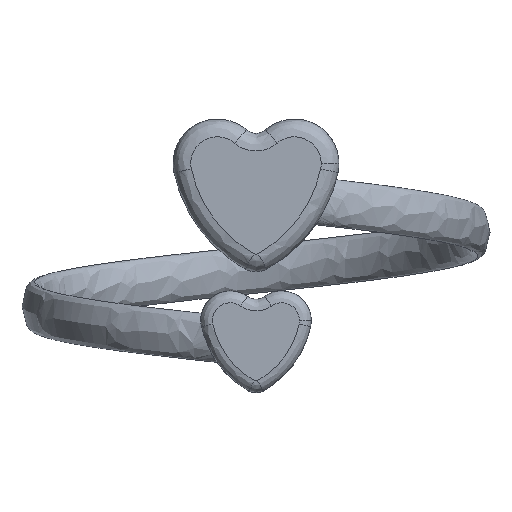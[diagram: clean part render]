
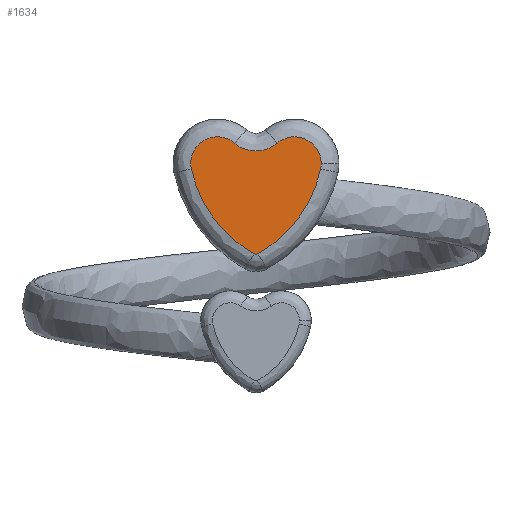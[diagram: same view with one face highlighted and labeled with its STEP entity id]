
A CAD part, top view. The second image highlights one B-rep face of the part: STEP entity #1634.
In plain terms, the highlighted free-form (B-spline) face has degree [1, 1] with [2, 2] control points.
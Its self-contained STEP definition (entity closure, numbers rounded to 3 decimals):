
#77 = VERTEX_POINT('',#78);
#78 = CARTESIAN_POINT('',(2.73,7.508,9.923)
  );
#84 = EDGE_CURVE('',#85,#77,#87,.T.);
#85 = VERTEX_POINT('',#86);
#86 = CARTESIAN_POINT('',(2.706,7.278,9.923));
#87 = ( BOUNDED_CURVE() B_SPLINE_CURVE(2,(#88,#89,#90),.UNSPECIFIED.,.F.
,.F.) B_SPLINE_CURVE_WITH_KNOTS((3,3),(6.076,6.283),
.PIECEWISE_BEZIER_KNOTS.) CURVE() GEOMETRIC_REPRESENTATION_ITEM() 
RATIONAL_B_SPLINE_CURVE((1.,0.995,1.)) REPRESENTATION_ITEM('') 
  );
#88 = CARTESIAN_POINT('',(2.706,7.278,9.923));
#89 = CARTESIAN_POINT('',(2.73,7.392,9.923)
  );
#90 = CARTESIAN_POINT('',(2.73,7.508,9.923)
  );
#1479 = EDGE_CURVE('',#1480,#85,#1482,.T.);
#1480 = VERTEX_POINT('',#1481);
#1481 = CARTESIAN_POINT('',(0.09,3.734,
    9.923));
#1482 = ( BOUNDED_CURVE() B_SPLINE_CURVE(2,(#1483,#1484,#1485),
.UNSPECIFIED.,.F.,.F.) B_SPLINE_CURVE_WITH_KNOTS((3,3),(5.219,
6.076),.PIECEWISE_BEZIER_KNOTS.) CURVE() 
GEOMETRIC_REPRESENTATION_ITEM() RATIONAL_B_SPLINE_CURVE((1.,
0.91,1.)) REPRESENTATION_ITEM('') );
#1483 = CARTESIAN_POINT('',(0.09,3.734,
    9.923));
#1484 = CARTESIAN_POINT('',(2.207,4.909,9.923
    ));
#1485 = CARTESIAN_POINT('',(2.706,7.278,9.923)
  );
#1634 = ADVANCED_FACE('',(#1635),#1677,.T.);
#1635 = FACE_BOUND('',#1636,.T.);
#1636 = EDGE_LOOP('',(#1637,#1647,#1655,#1663,#1669,#1670,#1671));
#1637 = ORIENTED_EDGE('',*,*,#1638,.T.);
#1638 = EDGE_CURVE('',#1639,#1641,#1643,.T.);
#1639 = VERTEX_POINT('',#1640);
#1640 = CARTESIAN_POINT('',(0.887,8.356,9.923
    ));
#1641 = VERTEX_POINT('',#1642);
#1642 = CARTESIAN_POINT('',(-0.887,8.356,
    9.923));
#1643 = ( BOUNDED_CURVE() B_SPLINE_CURVE(2,(#1644,#1645,#1646),
.UNSPECIFIED.,.F.,.F.) B_SPLINE_CURVE_WITH_KNOTS((3,3),(0.863,
2.279),.PIECEWISE_BEZIER_KNOTS.) CURVE() 
GEOMETRIC_REPRESENTATION_ITEM() RATIONAL_B_SPLINE_CURVE((1.,
0.76,1.)) REPRESENTATION_ITEM('') );
#1644 = CARTESIAN_POINT('',(0.887,8.356,9.923
    ));
#1645 = CARTESIAN_POINT('',(0.,7.597,
    9.923));
#1646 = CARTESIAN_POINT('',(-0.887,8.356,
    9.923));
#1647 = ORIENTED_EDGE('',*,*,#1648,.T.);
#1648 = EDGE_CURVE('',#1641,#1649,#1651,.T.);
#1649 = VERTEX_POINT('',#1650);
#1650 = CARTESIAN_POINT('',(-2.706,7.278,9.923
    ));
#1651 = ( BOUNDED_CURVE() B_SPLINE_CURVE(2,(#1652,#1653,#1654),
.UNSPECIFIED.,.F.,.F.) B_SPLINE_CURVE_WITH_KNOTS((3,3),(0.863,
3.349),.PIECEWISE_BEZIER_KNOTS.) CURVE() 
GEOMETRIC_REPRESENTATION_ITEM() RATIONAL_B_SPLINE_CURVE((1.,
0.322,1.)) REPRESENTATION_ITEM('') );
#1652 = CARTESIAN_POINT('',(-0.887,8.356,
    9.923));
#1653 = CARTESIAN_POINT('',(-3.382,10.492,
    9.923));
#1654 = CARTESIAN_POINT('',(-2.706,7.278,9.923
    ));
#1655 = ORIENTED_EDGE('',*,*,#1656,.T.);
#1656 = EDGE_CURVE('',#1649,#1657,#1659,.T.);
#1657 = VERTEX_POINT('',#1658);
#1658 = CARTESIAN_POINT('',(-0.09,3.734,
    9.923));
#1659 = ( BOUNDED_CURVE() B_SPLINE_CURVE(2,(#1660,#1661,#1662),
.UNSPECIFIED.,.F.,.F.) B_SPLINE_CURVE_WITH_KNOTS((3,3),(3.349,
4.206),.PIECEWISE_BEZIER_KNOTS.) CURVE() 
GEOMETRIC_REPRESENTATION_ITEM() RATIONAL_B_SPLINE_CURVE((1.,
0.91,1.)) REPRESENTATION_ITEM('') );
#1660 = CARTESIAN_POINT('',(-2.706,7.278,9.923
    ));
#1661 = CARTESIAN_POINT('',(-2.207,4.909,
    9.923));
#1662 = CARTESIAN_POINT('',(-0.09,3.734,
    9.923));
#1663 = ORIENTED_EDGE('',*,*,#1664,.T.);
#1664 = EDGE_CURVE('',#1657,#1480,#1665,.T.);
#1665 = ( BOUNDED_CURVE() B_SPLINE_CURVE(2,(#1666,#1667,#1668),
.UNSPECIFIED.,.F.,.F.) B_SPLINE_CURVE_WITH_KNOTS((3,3),(4.206,
5.219),.PIECEWISE_BEZIER_KNOTS.) CURVE() 
GEOMETRIC_REPRESENTATION_ITEM() RATIONAL_B_SPLINE_CURVE((1.,
0.874,1.)) REPRESENTATION_ITEM('') );
#1666 = CARTESIAN_POINT('',(-0.09,3.734,
    9.923));
#1667 = CARTESIAN_POINT('',(0.,3.684,
    9.923));
#1668 = CARTESIAN_POINT('',(0.09,3.734,
    9.923));
#1669 = ORIENTED_EDGE('',*,*,#1479,.T.);
#1670 = ORIENTED_EDGE('',*,*,#84,.T.);
#1671 = ORIENTED_EDGE('',*,*,#1672,.T.);
#1672 = EDGE_CURVE('',#77,#1639,#1673,.T.);
#1673 = ( BOUNDED_CURVE() B_SPLINE_CURVE(2,(#1674,#1675,#1676),
.UNSPECIFIED.,.F.,.F.) B_SPLINE_CURVE_WITH_KNOTS((3,3),(0.,
2.279),.PIECEWISE_BEZIER_KNOTS.) CURVE() 
GEOMETRIC_REPRESENTATION_ITEM() RATIONAL_B_SPLINE_CURVE((1.,
0.418,1.)) REPRESENTATION_ITEM('') );
#1674 = CARTESIAN_POINT('',(2.73,7.508,9.923
    ));
#1675 = CARTESIAN_POINT('',(2.73,9.933,9.923
    ));
#1676 = CARTESIAN_POINT('',(0.887,8.356,9.923
    ));
#1677 = B_SPLINE_SURFACE_WITH_KNOTS('',1,1,(
    (#1678,#1679)
    ,(#1680,#1681
    )),.UNSPECIFIED.,.F.,.F.,.F.,(2,2),(2,2),(-1.85,
    2.551),(-3.409,0.553),
  .PIECEWISE_BEZIER_KNOTS.);
#1678 = CARTESIAN_POINT('',(-2.73,3.711,
    9.923));
#1679 = CARTESIAN_POINT('',(-2.73,8.625,
    9.923));
#1680 = CARTESIAN_POINT('',(2.73,3.711,9.923
    ));
#1681 = CARTESIAN_POINT('',(2.73,8.625,9.923
    ));
